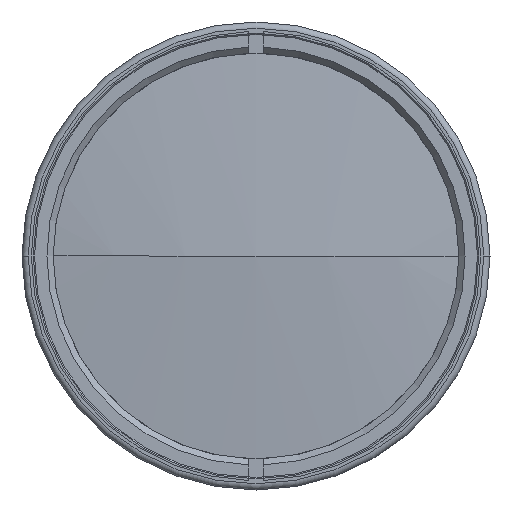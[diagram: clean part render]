
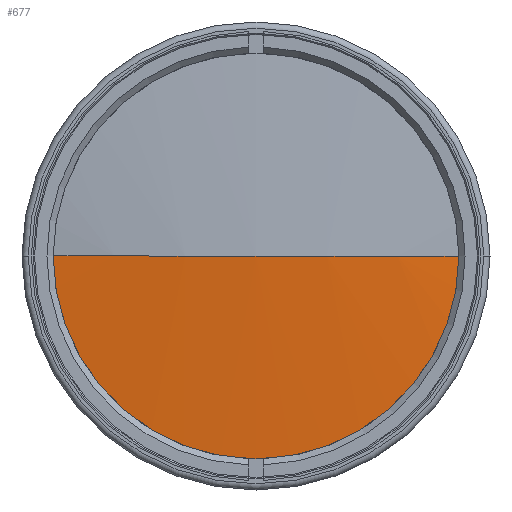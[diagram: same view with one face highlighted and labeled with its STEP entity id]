
A CAD part, left-side view. The second image highlights one B-rep face of the part: STEP entity #677.
In plain terms, the highlighted spherical face has radius 252 mm.
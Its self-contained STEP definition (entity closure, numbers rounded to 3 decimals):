
#359 = CARTESIAN_POINT ( 'NONE',  ( 110.287, 0., 0. ) ) ;
#435 = VERTEX_POINT ( 'NONE', #905 ) ;
#648 = EDGE_CURVE ( 'NONE', #435, #2425, #986, .T. ) ;
#677 = ADVANCED_FACE ( 'NONE', ( #2457 ), #2284, .T. ) ;
#878 = EDGE_CURVE ( 'NONE', #944, #2425, #2893, .T. ) ;
#905 = CARTESIAN_POINT ( 'NONE',  ( -139.409, -34., 0. ) ) ;
#944 = VERTEX_POINT ( 'NONE', #2581 ) ;
#986 = CIRCLE ( 'NONE', #2959, 252. ) ;
#1193 = EDGE_LOOP ( 'NONE', ( #2710, #2526, #1631 ) ) ;
#1386 = CARTESIAN_POINT ( 'NONE',  ( 110.287, 0., 0. ) ) ;
#1475 = AXIS2_PLACEMENT_3D ( 'NONE', #359, #3324, #2787 ) ;
#1631 = ORIENTED_EDGE ( 'NONE', *, *, #878, .F. ) ;
#1639 = DIRECTION ( 'NONE',  ( 0., 0., -1. ) ) ;
#1658 = DIRECTION ( 'NONE',  ( 0., 1., 0. ) ) ;
#2103 = AXIS2_PLACEMENT_3D ( 'NONE', #3044, #1639, #1658 ) ;
#2191 = EDGE_CURVE ( 'NONE', #944, #435, #3494, .T. ) ;
#2284 = SPHERICAL_SURFACE ( 'NONE', #2103, 252. ) ;
#2425 = VERTEX_POINT ( 'NONE', #2426 ) ;
#2426 = CARTESIAN_POINT ( 'NONE',  ( -141.713, 0., 0. ) ) ;
#2457 = FACE_OUTER_BOUND ( 'NONE', #1193, .T. ) ;
#2526 = ORIENTED_EDGE ( 'NONE', *, *, #648, .T. ) ;
#2581 = CARTESIAN_POINT ( 'NONE',  ( -139.409, 34., 0. ) ) ;
#2710 = ORIENTED_EDGE ( 'NONE', *, *, #2191, .T. ) ;
#2743 = DIRECTION ( 'NONE',  ( 0., 1., 0. ) ) ;
#2787 = DIRECTION ( 'NONE',  ( 0., -1., 0. ) ) ;
#2893 = CIRCLE ( 'NONE', #1475, 252. ) ;
#2959 = AXIS2_PLACEMENT_3D ( 'NONE', #1386, #3313, #2743 ) ;
#3034 = DIRECTION ( 'NONE',  ( -1., 0., 0. ) ) ;
#3044 = CARTESIAN_POINT ( 'NONE',  ( 110.287, 0., 0. ) ) ;
#3056 = DIRECTION ( 'NONE',  ( 0., 0., 1. ) ) ;
#3086 = AXIS2_PLACEMENT_3D ( 'NONE', #3289, #3034, #3056 ) ;
#3289 = CARTESIAN_POINT ( 'NONE',  ( -139.409, 0., 0. ) ) ;
#3313 = DIRECTION ( 'NONE',  ( 0., 0., -1. ) ) ;
#3324 = DIRECTION ( 'NONE',  ( 0., 0., 1. ) ) ;
#3494 = CIRCLE ( 'NONE', #3086, 34. ) ;
